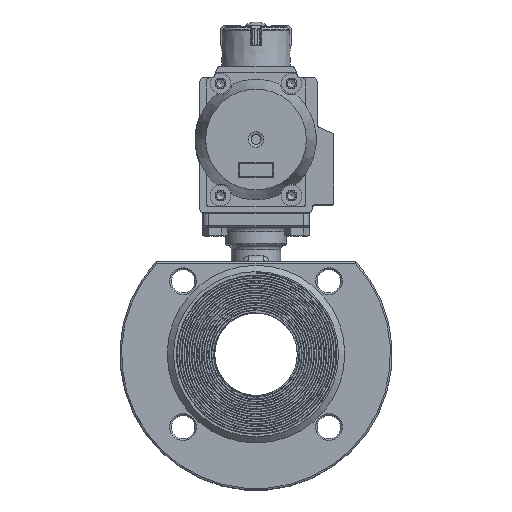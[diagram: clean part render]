
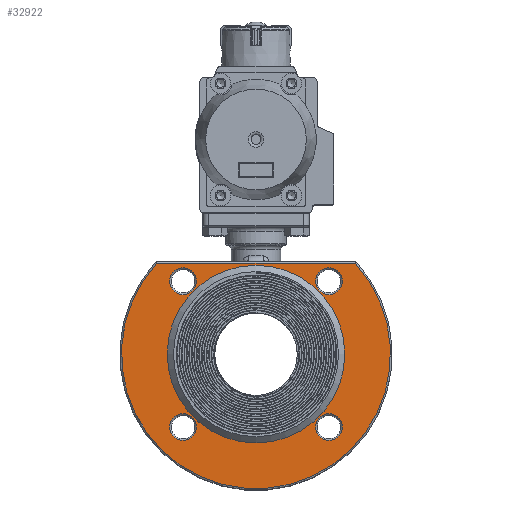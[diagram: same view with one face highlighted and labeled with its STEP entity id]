
A CAD part, top view. The second image highlights one B-rep face of the part: STEP entity #32922.
In plain terms, the highlighted planar face has unit normal (0, 0, 1).
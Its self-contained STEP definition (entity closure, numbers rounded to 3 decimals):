
#1586=CIRCLE('',#35316,53.8);
#1587=CIRCLE('',#35317,81.5);
#1588=CIRCLE('',#35318,8.1);
#1589=CIRCLE('',#35319,8.1);
#1590=CIRCLE('',#35320,8.1);
#1591=CIRCLE('',#35321,8.1);
#3485=LINE('',#70417,#5465);
#5465=VECTOR('',#39272,1000.);
#8876=ORIENTED_EDGE('',*,*,#18074,.F.);
#8877=ORIENTED_EDGE('',*,*,#18075,.T.);
#8878=ORIENTED_EDGE('',*,*,#17984,.T.);
#8879=ORIENTED_EDGE('',*,*,#18076,.T.);
#8880=ORIENTED_EDGE('',*,*,#18077,.T.);
#8881=ORIENTED_EDGE('',*,*,#18078,.T.);
#8882=ORIENTED_EDGE('',*,*,#18079,.T.);
#17984=EDGE_CURVE('',#22626,#22625,#3485,.T.);
#18074=EDGE_CURVE('',#22678,#22678,#1586,.T.);
#18075=EDGE_CURVE('',#22625,#22626,#1587,.T.);
#18076=EDGE_CURVE('',#22679,#22679,#1588,.T.);
#18077=EDGE_CURVE('',#22680,#22680,#1589,.T.);
#18078=EDGE_CURVE('',#22681,#22681,#1590,.T.);
#18079=EDGE_CURVE('',#22682,#22682,#1591,.T.);
#22625=VERTEX_POINT('',#70416);
#22626=VERTEX_POINT('',#70418);
#22678=VERTEX_POINT('',#71646);
#22679=VERTEX_POINT('',#71649);
#22680=VERTEX_POINT('',#71651);
#22681=VERTEX_POINT('',#71653);
#22682=VERTEX_POINT('',#71655);
#27031=EDGE_LOOP('',(#8876));
#27032=EDGE_LOOP('',(#8877,#8878));
#27033=EDGE_LOOP('',(#8879));
#27034=EDGE_LOOP('',(#8880));
#27035=EDGE_LOOP('',(#8881));
#27036=EDGE_LOOP('',(#8882));
#29625=FACE_BOUND('',#27031,.T.);
#29626=FACE_BOUND('',#27032,.T.);
#29627=FACE_BOUND('',#27033,.T.);
#29628=FACE_BOUND('',#27034,.T.);
#29629=FACE_BOUND('',#27035,.T.);
#29630=FACE_BOUND('',#27036,.T.);
#32016=PLANE('',#35315);
#32922=ADVANCED_FACE('',(#29625,#29626,#29627,#29628,#29629,#29630),#32016,
 .T.);
#35315=AXIS2_PLACEMENT_3D('',#71644,#39430,#39431);
#35316=AXIS2_PLACEMENT_3D('',#71645,#39432,#39433);
#35317=AXIS2_PLACEMENT_3D('',#71647,#39434,#39435);
#35318=AXIS2_PLACEMENT_3D('',#71648,#39436,#39437);
#35319=AXIS2_PLACEMENT_3D('',#71650,#39438,#39439);
#35320=AXIS2_PLACEMENT_3D('',#71652,#39440,#39441);
#35321=AXIS2_PLACEMENT_3D('',#71654,#39442,#39443);
#39272=DIRECTION('',(-1.,0.,0.));
#39430=DIRECTION('',(0.,0.,1.));
#39431=DIRECTION('',(1.,0.,0.));
#39432=DIRECTION('',(0.,0.,1.));
#39433=DIRECTION('',(1.,0.,0.));
#39434=DIRECTION('',(0.,0.,1.));
#39435=DIRECTION('',(1.,0.,0.));
#39436=DIRECTION('',(0.,0.,-1.));
#39437=DIRECTION('',(1.,0.,0.));
#39438=DIRECTION('',(0.,0.,-1.));
#39439=DIRECTION('',(1.,0.,0.));
#39440=DIRECTION('',(0.,0.,-1.));
#39441=DIRECTION('',(1.,0.,0.));
#39442=DIRECTION('',(0.,0.,-1.));
#39443=DIRECTION('',(1.,0.,0.));
#70416=CARTESIAN_POINT('',(-60.144,55.,36.));
#70417=CARTESIAN_POINT('',(-60.583,55.,36.));
#70418=CARTESIAN_POINT('',(60.144,55.,36.));
#71644=CARTESIAN_POINT('',(0.,0.,36.));
#71645=CARTESIAN_POINT('',(0.,0.,36.));
#71646=CARTESIAN_POINT('',(53.8,0.,36.));
#71647=CARTESIAN_POINT('',(0.,0.,36.));
#71648=CARTESIAN_POINT('',(44.194,44.194,36.));
#71649=CARTESIAN_POINT('',(52.294,44.194,36.));
#71650=CARTESIAN_POINT('',(-44.194,44.194,36.));
#71651=CARTESIAN_POINT('',(-36.094,44.194,36.));
#71652=CARTESIAN_POINT('',(-44.194,-44.194,36.));
#71653=CARTESIAN_POINT('',(-36.094,-44.194,36.));
#71654=CARTESIAN_POINT('',(44.194,-44.194,36.));
#71655=CARTESIAN_POINT('',(52.294,-44.194,36.));
